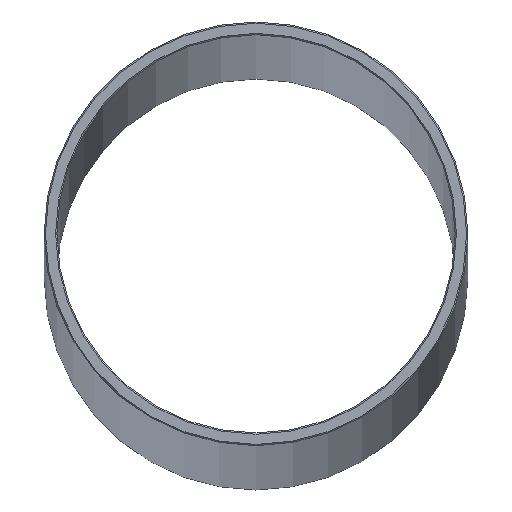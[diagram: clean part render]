
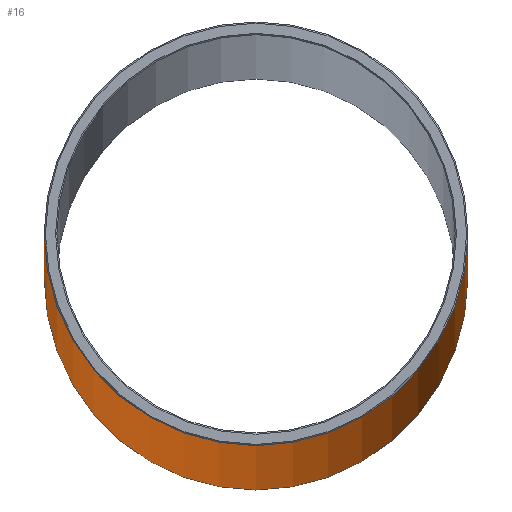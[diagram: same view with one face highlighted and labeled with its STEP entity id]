
A CAD part, top view. The second image highlights one B-rep face of the part: STEP entity #16.
In plain terms, the highlighted cylindrical face has radius 25 mm (diameter 50 mm), a full revolution.
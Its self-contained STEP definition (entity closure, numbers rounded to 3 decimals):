
#6 = DIRECTION ( 'NONE',  ( 1., 0., 0. ) ) ;
#9 = AXIS2_PLACEMENT_3D ( 'NONE', #144, #209, #27 ) ;
#16 = ADVANCED_FACE ( 'NONE', ( #101, #87 ), #205, .T. ) ;
#27 = DIRECTION ( 'NONE',  ( 1., 0., 0. ) ) ;
#34 = CARTESIAN_POINT ( 'NONE',  ( 25., 0., -2999.85 ) ) ;
#36 = ORIENTED_EDGE ( 'NONE', *, *, #149, .T. ) ;
#41 = AXIS2_PLACEMENT_3D ( 'NONE', #73, #123, #6 ) ;
#52 = EDGE_CURVE ( 'NONE', #98, #98, #70, .T. ) ;
#53 = ORIENTED_EDGE ( 'NONE', *, *, #52, .T. ) ;
#59 = AXIS2_PLACEMENT_3D ( 'NONE', #176, #88, #206 ) ;
#70 = CIRCLE ( 'NONE', #59, 25. ) ;
#73 = CARTESIAN_POINT ( 'NONE',  ( 0., 0., -3000. ) ) ;
#74 = EDGE_LOOP ( 'NONE', ( #36 ) ) ;
#87 = FACE_OUTER_BOUND ( 'NONE', #74, .T. ) ;
#88 = DIRECTION ( 'NONE',  ( 0., 0., 1. ) ) ;
#98 = VERTEX_POINT ( 'NONE', #34 ) ;
#101 = FACE_OUTER_BOUND ( 'NONE', #170, .T. ) ;
#123 = DIRECTION ( 'NONE',  ( 0., 0., 1. ) ) ;
#133 = CIRCLE ( 'NONE', #9, 25. ) ;
#144 = CARTESIAN_POINT ( 'NONE',  ( 0., 0., -0.15 ) ) ;
#149 = EDGE_CURVE ( 'NONE', #171, #171, #133, .T. ) ;
#169 = CARTESIAN_POINT ( 'NONE',  ( 25., 0., -0.15 ) ) ;
#170 = EDGE_LOOP ( 'NONE', ( #53 ) ) ;
#171 = VERTEX_POINT ( 'NONE', #169 ) ;
#176 = CARTESIAN_POINT ( 'NONE',  ( 0., 0., -2999.85 ) ) ;
#205 = CYLINDRICAL_SURFACE ( 'NONE', #41, 25. ) ;
#206 = DIRECTION ( 'NONE',  ( 1., 0., 0. ) ) ;
#209 = DIRECTION ( 'NONE',  ( 0., 0., -1. ) ) ;
